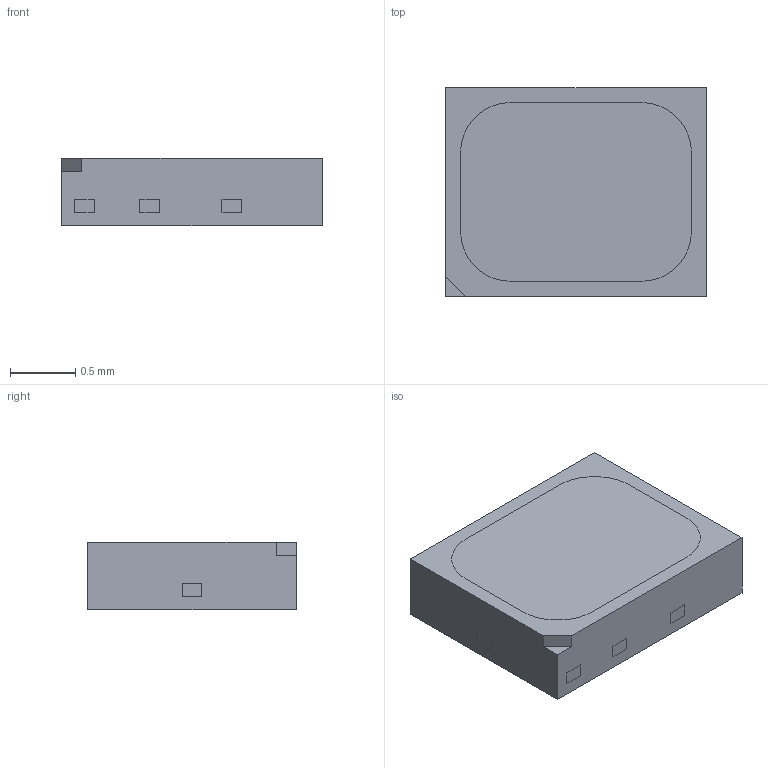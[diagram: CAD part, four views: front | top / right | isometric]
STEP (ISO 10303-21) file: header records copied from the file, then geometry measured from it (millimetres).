
FILE_DESCRIPTION(/* description */ (''),/* implementation_level */ '2;1');
FILE_NAME(/* name */ 'MP2016.step',/* time_stamp */ '2016-09-06T17:22:45-05:00',/* author */ (''),/* organization */ (''),/* preprocessor_version */ 'ST-DEVELOPER v16.5',/* originating_system */ 'Autodesk Translation Framework v5.1.0.2740',/* authorisation */ '');
FILE_SCHEMA (('AUTOMOTIVE_DESIGN { 1 0 10303 214 3 1 1 }'));
Length unit declared in the file: centimetre
Products named in the file (1): MP2016 v3
Bounding box: 2 x 1.6 x 0.52 mm (x, y, z)
Volume: 1.7 mm3; surface area: 10.1 mm2
Topology: 1 solids, 1 shells, 19 faces, 74 edges, 68 vertices
Faces by surface type: plane 19
Entity records: 904 total; most frequent: CARTESIAN_POINT 162, ORIENTED_EDGE 148, DIRECTION 126, EDGE_CURVE 74, VERTEX_POINT 68, LINE 62, VECTOR 62, AXIS2_PLACEMENT_3D 32
